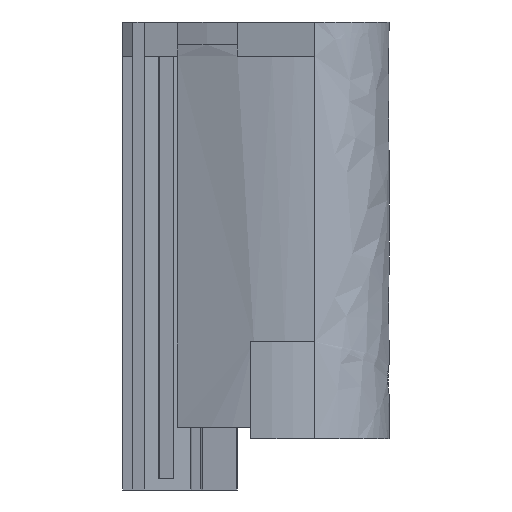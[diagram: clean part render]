
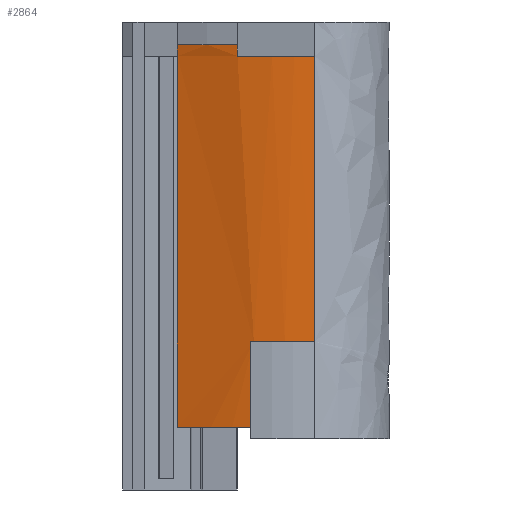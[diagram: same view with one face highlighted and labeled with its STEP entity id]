
A CAD part, left-side view. The second image highlights one B-rep face of the part: STEP entity #2864.
In plain terms, the highlighted free-form (B-spline) face has degree [2, 1] with [3, 2] control points.
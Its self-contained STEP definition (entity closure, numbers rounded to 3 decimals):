
#60 = VERTEX_POINT ( 'NONE', #1443 ) ;
#100 = CARTESIAN_POINT ( 'NONE',  ( -139.163, 32.084, -1.262 ) ) ;
#106 = ORIENTED_EDGE ( 'NONE', *, *, #356, .T. ) ;
#129 = ORIENTED_EDGE ( 'NONE', *, *, #2704, .F. ) ;
#226 = CARTESIAN_POINT ( 'NONE',  ( -144.506, 0.069, -87.928 ) ) ;
#234 = VERTEX_POINT ( 'NONE', #2206 ) ;
#264 = ORIENTED_EDGE ( 'NONE', *, *, #3233, .T. ) ;
#300 = CARTESIAN_POINT ( 'NONE',  ( -134.944, 40.673, -112.928 ) ) ;
#333 = B_SPLINE_CURVE_WITH_KNOTS ( 'NONE', 2,
 ( #1125, #3015, #3959 ),
 .UNSPECIFIED., .F., .F.,
 ( 3, 3 ),
 ( 0.444, 1. ),
 .UNSPECIFIED. ) ;
#356 = EDGE_CURVE ( 'NONE', #959, #234, #434, .T. ) ;
#434 = LINE ( 'NONE', #1979, #3749 ) ;
#435 = LINE ( 'NONE', #835, #1924 ) ;
#448 = CARTESIAN_POINT ( 'NONE',  ( -144.506, 0.069, -4.595 ) ) ;
#529 = ORIENTED_EDGE ( 'NONE', *, *, #3569, .T. ) ;
#548 = CARTESIAN_POINT ( 'NONE',  ( -134.944, 40.673, -1.262 ) ) ;
#806 = CARTESIAN_POINT ( 'NONE',  ( -142.634, 18.368, -87.928 ) ) ;
#835 = CARTESIAN_POINT ( 'NONE',  ( -134.944, 40.673, -87.928 ) ) ;
#840 = CARTESIAN_POINT ( 'NONE',  ( -134.944, 40.673, -112.928 ) ) ;
#853 = FACE_OUTER_BOUND ( 'NONE', #3790, .T. ) ;
#878 = CARTESIAN_POINT ( 'NONE',  ( -134.944, 40.673, -112.928 ) ) ;
#897 = CARTESIAN_POINT ( 'NONE',  ( -144.506, 0.069, -112.928 ) ) ;
#903 = EDGE_CURVE ( 'NONE', #2031, #1533, #333, .T. ) ;
#959 = VERTEX_POINT ( 'NONE', #3361 ) ;
#1012 = VERTEX_POINT ( 'NONE', #226 ) ;
#1045 = LINE ( 'NONE', #3257, #3177 ) ;
#1125 = CARTESIAN_POINT ( 'NONE',  ( -141.52, 23.121, -4.595 ) ) ;
#1203 = VERTEX_POINT ( 'NONE', #2342 ) ;
#1363 = CARTESIAN_POINT ( 'NONE',  ( -144.506, 0.069, -87.928 ) ) ;
#1375 = DIRECTION ( 'NONE',  ( 0., 0., 1. ) ) ;
#1436 = DIRECTION ( 'NONE',  ( 0., 0., 1. ) ) ;
#1443 = CARTESIAN_POINT ( 'NONE',  ( -134.944, 40.673, -4.595 ) ) ;
#1533 = VERTEX_POINT ( 'NONE', #448 ) ;
#1537 = CARTESIAN_POINT ( 'NONE',  ( -134.944, 40.673, -1.262 ) ) ;
#1564 = CARTESIAN_POINT ( 'NONE',  ( -134.944, 40.673, -1.262 ) ) ;
#1601 = ORIENTED_EDGE ( 'NONE', *, *, #903, .F. ) ;
#1610 = ORIENTED_EDGE ( 'NONE', *, *, #3152, .T. ) ;
#1762 = VERTEX_POINT ( 'NONE', #1537 ) ;
#1800 = LINE ( 'NONE', #3055, #3957 ) ;
#1839 = VERTEX_POINT ( 'NONE', #300 ) ;
#1924 = VECTOR ( 'NONE', #1436, 1000. ) ;
#1940 = EDGE_CURVE ( 'NONE', #1012, #1533, #1045, .T. ) ;
#1979 = CARTESIAN_POINT ( 'NONE',  ( -142.634, 18.368, -112.928 ) ) ;
#2010 = CARTESIAN_POINT ( 'NONE',  ( -141.52, 23.121, -1.262 ) ) ;
#2031 = VERTEX_POINT ( 'NONE', #2364 ) ;
#2092 = ORIENTED_EDGE ( 'NONE', *, *, #3533, .F. ) ;
#2101 = B_SPLINE_CURVE_WITH_KNOTS ( 'NONE', 2,
 ( #806, #2979, #1363 ),
 .UNSPECIFIED., .F., .F.,
 ( 3, 3 ),
 ( 0.561, 1. ),
 .UNSPECIFIED. ) ;
#2206 = CARTESIAN_POINT ( 'NONE',  ( -142.634, 18.368, -87.928 ) ) ;
#2309 = CARTESIAN_POINT ( 'NONE',  ( -142.634, 18.368, -112.928 ) ) ;
#2342 = CARTESIAN_POINT ( 'NONE',  ( -141.52, 23.121, -1.262 ) ) ;
#2364 = CARTESIAN_POINT ( 'NONE',  ( -141.52, 23.121, -4.595 ) ) ;
#2455 = DIRECTION ( 'NONE',  ( 0., 0., -1. ) ) ;
#2663 = ORIENTED_EDGE ( 'NONE', *, *, #3574, .F. ) ;
#2704 = EDGE_CURVE ( 'NONE', #1839, #60, #435, .T. ) ;
#2740 = ORIENTED_EDGE ( 'NONE', *, *, #1940, .T. ) ;
#2802 = CARTESIAN_POINT ( 'NONE',  ( -144.449, 21.323, -1.262 ) ) ;
#2864 = ADVANCED_FACE ( 'NONE', ( #853 ), #3684, .F. ) ;
#2979 = CARTESIAN_POINT ( 'NONE',  ( -144.481, 9.402, -87.928 ) ) ;
#3015 = CARTESIAN_POINT ( 'NONE',  ( -144.474, 11.889, -4.595 ) ) ;
#3036 = DIRECTION ( 'NONE',  ( 0., 0., -1. ) ) ;
#3050 = CARTESIAN_POINT ( 'NONE',  ( -144.449, 21.323, -112.928 ) ) ;
#3055 = CARTESIAN_POINT ( 'NONE',  ( -141.52, 23.121, 3.738 ) ) ;
#3106 = CARTESIAN_POINT ( 'NONE',  ( -134.944, 40.673, 3.738 ) ) ;
#3152 = EDGE_CURVE ( 'NONE', #234, #1012, #2101, .T. ) ;
#3177 = VECTOR ( 'NONE', #1375, 1000. ) ;
#3220 = VECTOR ( 'NONE', #2455, 1000. ) ;
#3233 = EDGE_CURVE ( 'NONE', #1762, #60, #4047, .T. ) ;
#3257 = CARTESIAN_POINT ( 'NONE',  ( -144.506, 0.069, -87.928 ) ) ;
#3338 = CARTESIAN_POINT ( 'NONE',  ( -140.275, 29.82, -112.928 ) ) ;
#3361 = CARTESIAN_POINT ( 'NONE',  ( -142.634, 18.368, -112.928 ) ) ;
#3492 = B_SPLINE_CURVE_WITH_KNOTS ( 'NONE', 2,
 ( #840, #3338, #2309 ),
 .UNSPECIFIED., .F., .F.,
 ( 3, 3 ),
 ( 0., 0.561 ),
 .UNSPECIFIED. ) ;
#3516 = DIRECTION ( 'NONE',  ( 0., 0., 1. ) ) ;
#3533 = EDGE_CURVE ( 'NONE', #1762, #1203, #3636, .T. ) ;
#3569 = EDGE_CURVE ( 'NONE', #1839, #959, #3492, .T. ) ;
#3574 = EDGE_CURVE ( 'NONE', #1203, #2031, #1800, .T. ) ;
#3636 = B_SPLINE_CURVE_WITH_KNOTS ( 'NONE', 2,
 ( #548, #100, #2010 ),
 .UNSPECIFIED., .F., .F.,
 ( 3, 3 ),
 ( 0., 0.444 ),
 .UNSPECIFIED. ) ;
#3675 = CARTESIAN_POINT ( 'NONE',  ( -144.506, 0.069, -1.262 ) ) ;
#3684 = B_SPLINE_SURFACE_WITH_KNOTS ( 'NONE', 2, 1, ( 
 ( #897, #3675 ),
 ( #3050, #2802 ),
 ( #878, #1564 ) ),
 .UNSPECIFIED., .F., .F., .F.,
 ( 3, 3 ),
 ( 2, 2 ),
 ( 0., 1. ),
 ( 0., 1. ),
 .UNSPECIFIED. ) ;
#3749 = VECTOR ( 'NONE', #3516, 1000. ) ;
#3790 = EDGE_LOOP ( 'NONE', ( #129, #529, #106, #1610, #2740, #1601, #2663, #2092, #264 ) ) ;
#3957 = VECTOR ( 'NONE', #3036, 1000. ) ;
#3959 = CARTESIAN_POINT ( 'NONE',  ( -144.506, 0.069, -4.595 ) ) ;
#4047 = LINE ( 'NONE', #3106, #3220 ) ;
